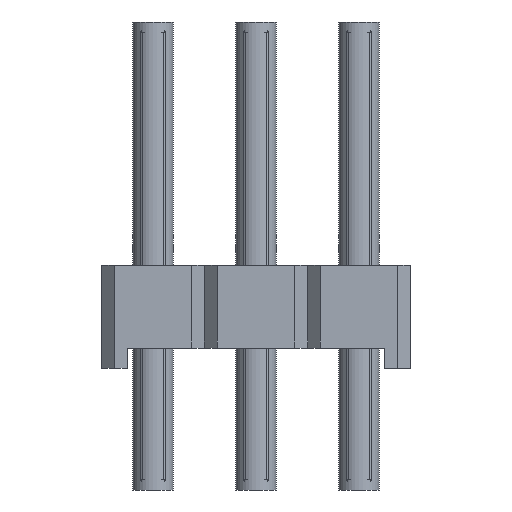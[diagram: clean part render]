
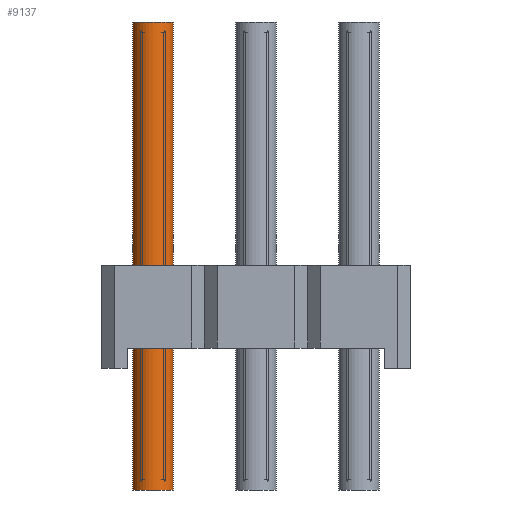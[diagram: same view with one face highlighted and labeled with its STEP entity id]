
A CAD part, left-side view. The second image highlights one B-rep face of the part: STEP entity #9137.
In plain terms, the highlighted cylindrical face has radius 0.5 mm (diameter 1 mm), a full revolution.
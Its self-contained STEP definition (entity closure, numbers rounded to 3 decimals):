
#191=CIRCLE('',#9648,0.5);
#192=CIRCLE('',#9649,0.5);
#540=CYLINDRICAL_SURFACE('',#9647,0.5);
#821=ORIENTED_EDGE('',*,*,#3499,.F.);
#822=ORIENTED_EDGE('',*,*,#3500,.T.);
#3499=EDGE_CURVE('',#4847,#4847,#191,.T.);
#3500=EDGE_CURVE('',#4848,#4848,#192,.T.);
#4847=VERTEX_POINT('',#13294);
#4848=VERTEX_POINT('',#13296);
#7763=EDGE_LOOP('',(#821));
#7764=EDGE_LOOP('',(#822));
#8307=FACE_BOUND('',#7763,.T.);
#8308=FACE_BOUND('',#7764,.T.);
#9137=ADVANCED_FACE('',(#8307,#8308),#540,.F.);
#9647=AXIS2_PLACEMENT_3D('',#13292,#10571,#10572);
#9648=AXIS2_PLACEMENT_3D('',#13293,#10573,#10574);
#9649=AXIS2_PLACEMENT_3D('',#13295,#10575,#10576);
#10571=DIRECTION('',(0.,0.,1.));
#10572=DIRECTION('',(1.,0.,0.));
#10573=DIRECTION('',(0.,0.,-1.));
#10574=DIRECTION('',(1.,0.,0.));
#10575=DIRECTION('',(0.,0.,-1.));
#10576=DIRECTION('',(1.,0.,0.));
#13292=CARTESIAN_POINT('',(0.,0.,0.));
#13293=CARTESIAN_POINT('',(0.,0.,11.54));
#13294=CARTESIAN_POINT('',(0.5,0.,11.54));
#13295=CARTESIAN_POINT('',(0.,0.,0.));
#13296=CARTESIAN_POINT('',(0.5,0.,0.));
